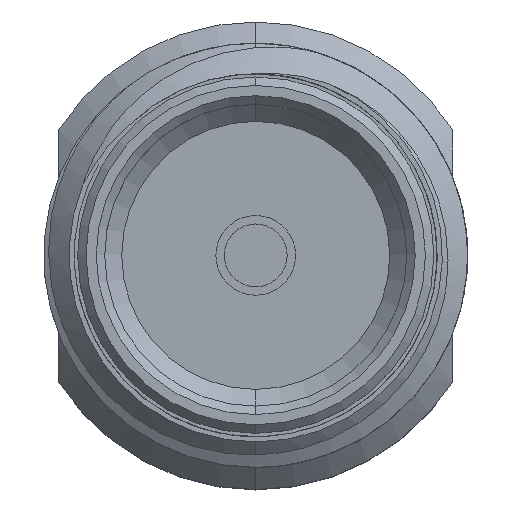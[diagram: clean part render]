
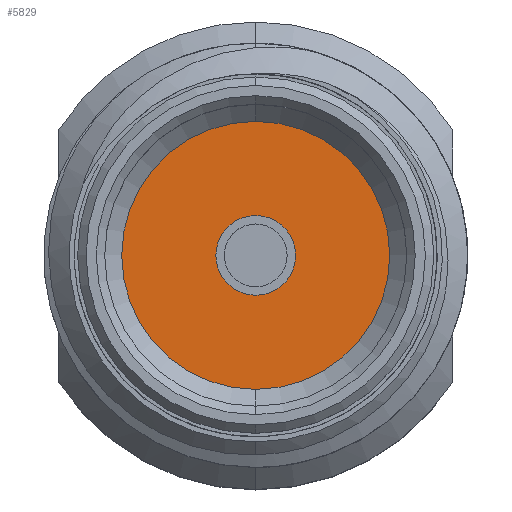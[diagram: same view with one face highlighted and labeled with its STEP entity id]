
A CAD part, top view. The second image highlights one B-rep face of the part: STEP entity #5829.
In plain terms, the highlighted planar face has unit normal (0, 0, 1).
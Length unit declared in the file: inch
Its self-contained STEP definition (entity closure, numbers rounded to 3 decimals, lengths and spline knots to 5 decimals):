
#118 = EDGE_LOOP ( 'NONE', ( #7797, #2839 ) ) ;
#712 = DIRECTION ( 'NONE',  ( 1., 0., 0. ) ) ;
#754 = CARTESIAN_POINT ( 'NONE',  ( 0.0235, 0., 0.265 ) ) ;
#767 = AXIS2_PLACEMENT_3D ( 'NONE', #4282, #7426, #1089 ) ;
#1054 = DIRECTION ( 'NONE',  ( 1., 0., 0. ) ) ;
#1089 = DIRECTION ( 'NONE',  ( 1., 0., 0. ) ) ;
#1098 = ORIENTED_EDGE ( 'NONE', *, *, #5429, .T. ) ;
#1640 = FACE_OUTER_BOUND ( 'NONE', #5880, .T. ) ;
#2147 = CARTESIAN_POINT ( 'NONE',  ( 0., 0., 0.265 ) ) ;
#2229 = DIRECTION ( 'NONE',  ( 0., 0., 1. ) ) ;
#2396 = AXIS2_PLACEMENT_3D ( 'NONE', #2147, #6597, #5283 ) ;
#2839 = ORIENTED_EDGE ( 'NONE', *, *, #7131, .F. ) ;
#2886 = CIRCLE ( 'NONE', #6561, 0.0235 ) ;
#3322 = CARTESIAN_POINT ( 'NONE',  ( 0., 0., 0.265 ) ) ;
#3337 = CARTESIAN_POINT ( 'NONE',  ( 0., 0., 0.265 ) ) ;
#3401 = DIRECTION ( 'NONE',  ( 0., 0., 1. ) ) ;
#3853 = AXIS2_PLACEMENT_3D ( 'NONE', #5602, #6118, #1054 ) ;
#3989 = ORIENTED_EDGE ( 'NONE', *, *, #7322, .T. ) ;
#4207 = PLANE ( 'NONE',  #3853 ) ;
#4248 = FACE_BOUND ( 'NONE', #118, .T. ) ;
#4282 = CARTESIAN_POINT ( 'NONE',  ( 0., 0., 0.265 ) ) ;
#4716 = CIRCLE ( 'NONE', #4835, 0.0235 ) ;
#4770 = DIRECTION ( 'NONE',  ( 1., 0., 0. ) ) ;
#4835 = AXIS2_PLACEMENT_3D ( 'NONE', #3322, #3401, #712 ) ;
#5283 = DIRECTION ( 'NONE',  ( 1., 0., 0. ) ) ;
#5429 = EDGE_CURVE ( 'NONE', #5877, #6655, #7499, .T. ) ;
#5602 = CARTESIAN_POINT ( 'NONE',  ( 0., 0., 0.265 ) ) ;
#5746 = VERTEX_POINT ( 'NONE', #7130 ) ;
#5829 = ADVANCED_FACE ( 'NONE', ( #4248, #1640 ), #4207, .T. ) ;
#5877 = VERTEX_POINT ( 'NONE', #7468 ) ;
#5880 = EDGE_LOOP ( 'NONE', ( #1098, #3989 ) ) ;
#6118 = DIRECTION ( 'NONE',  ( 0., 0., 1. ) ) ;
#6561 = AXIS2_PLACEMENT_3D ( 'NONE', #3337, #2229, #4770 ) ;
#6597 = DIRECTION ( 'NONE',  ( 0., 0., 1. ) ) ;
#6655 = VERTEX_POINT ( 'NONE', #7589 ) ;
#7130 = CARTESIAN_POINT ( 'NONE',  ( -0.0235, 0., 0.265 ) ) ;
#7131 = EDGE_CURVE ( 'NONE', #5746, #7569, #2886, .T. ) ;
#7322 = EDGE_CURVE ( 'NONE', #6655, #5877, #7407, .T. ) ;
#7407 = CIRCLE ( 'NONE', #2396, 0.079 ) ;
#7426 = DIRECTION ( 'NONE',  ( 0., 0., 1. ) ) ;
#7468 = CARTESIAN_POINT ( 'NONE',  ( 0.079, 0., 0.265 ) ) ;
#7499 = CIRCLE ( 'NONE', #767, 0.079 ) ;
#7546 = EDGE_CURVE ( 'NONE', #7569, #5746, #4716, .T. ) ;
#7569 = VERTEX_POINT ( 'NONE', #754 ) ;
#7589 = CARTESIAN_POINT ( 'NONE',  ( -0.079, 0., 0.265 ) ) ;
#7797 = ORIENTED_EDGE ( 'NONE', *, *, #7546, .F. ) ;
